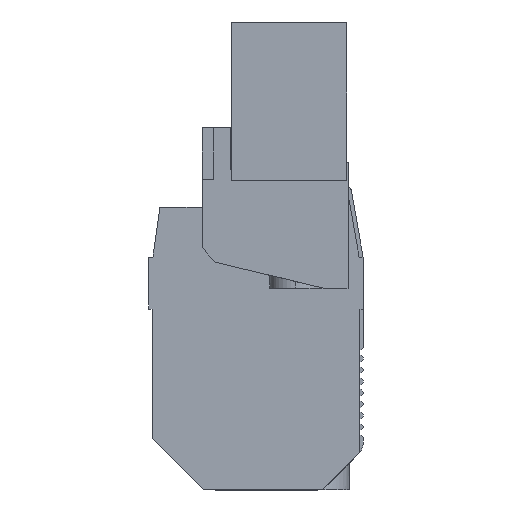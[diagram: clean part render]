
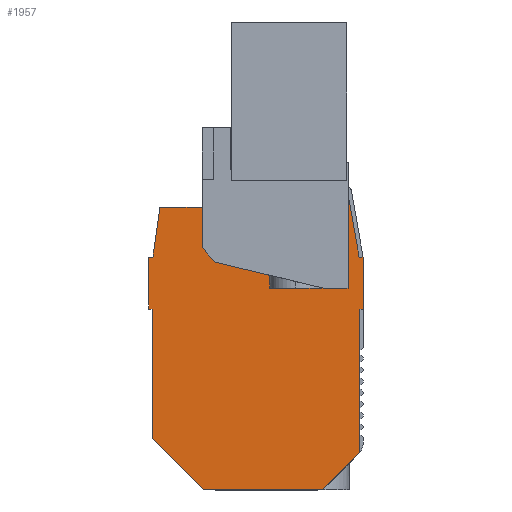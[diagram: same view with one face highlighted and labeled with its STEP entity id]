
A CAD part, left-side view. The second image highlights one B-rep face of the part: STEP entity #1957.
In plain terms, the highlighted planar face has unit normal (-1, 0, 0).
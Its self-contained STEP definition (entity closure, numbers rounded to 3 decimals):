
#1848=AXIS2_PLACEMENT_3D('Plane Axis2P3D',#1845,#1846,#1847) ;
#996=CARTESIAN_POINT('Vertex',(7.175,12.7,27.207)) ;
#999=CARTESIAN_POINT('Line Origine',(7.175,12.7,28.207)) ;
#1003=CARTESIAN_POINT('Vertex',(7.175,12.7,29.207)) ;
#1301=CARTESIAN_POINT('Line Origine',(7.175,7.14,29.207)) ;
#1305=CARTESIAN_POINT('Vertex',(7.175,1.58,29.207)) ;
#1818=CARTESIAN_POINT('Vertex',(7.175,19.535,27.207)) ;
#1821=CARTESIAN_POINT('Line Origine',(7.175,16.117,27.207)) ;
#1845=CARTESIAN_POINT('Axis2P3D Location',(7.175,15.35,0.7)) ;
#1850=CARTESIAN_POINT('Line Origine',(7.175,19.872,24.803)) ;
#1854=CARTESIAN_POINT('Vertex',(7.175,20.21,22.4)) ;
#1857=CARTESIAN_POINT('Line Origine',(7.175,20.405,22.4)) ;
#1861=CARTESIAN_POINT('Vertex',(7.175,20.6,22.4)) ;
#1864=CARTESIAN_POINT('Line Origine',(7.175,20.6,19.9)) ;
#1868=CARTESIAN_POINT('Vertex',(7.175,20.6,17.4)) ;
#1871=CARTESIAN_POINT('Line Origine',(7.175,20.45,17.4)) ;
#1875=CARTESIAN_POINT('Vertex',(7.175,20.3,17.4)) ;
#1878=CARTESIAN_POINT('Line Origine',(7.175,20.3,11.168)) ;
#1882=CARTESIAN_POINT('Vertex',(7.175,20.3,4.936)) ;
#1885=CARTESIAN_POINT('Line Origine',(7.175,17.832,2.468)) ;
#1889=CARTESIAN_POINT('Vertex',(7.175,15.364,0.)) ;
#1892=CARTESIAN_POINT('Line Origine',(7.175,9.625,0.)) ;
#1896=CARTESIAN_POINT('Vertex',(7.175,3.886,0.)) ;
#1899=CARTESIAN_POINT('Line Origine',(7.175,2.093,1.793)) ;
#1903=CARTESIAN_POINT('Vertex',(7.175,0.3,3.586)) ;
#1906=CARTESIAN_POINT('Line Origine',(7.175,0.3,10.493)) ;
#1910=CARTESIAN_POINT('Vertex',(7.175,0.3,17.4)) ;
#1913=CARTESIAN_POINT('Line Origine',(7.175,0.15,17.4)) ;
#1917=CARTESIAN_POINT('Vertex',(7.175,0.,17.4)) ;
#1920=CARTESIAN_POINT('Line Origine',(7.175,0.,19.9)) ;
#1924=CARTESIAN_POINT('Vertex',(7.175,0.,22.4)) ;
#1927=CARTESIAN_POINT('Line Origine',(7.175,0.19,22.4)) ;
#1931=CARTESIAN_POINT('Vertex',(7.175,0.38,22.4)) ;
#1934=CARTESIAN_POINT('Line Origine',(7.175,0.98,25.803)) ;
#1000=DIRECTION('Vector Direction',(0.,0.,-1.)) ;
#1302=DIRECTION('Vector Direction',(0.,1.,0.)) ;
#1822=DIRECTION('Vector Direction',(0.,-1.,0.)) ;
#1846=DIRECTION('Axis2P3D Direction',(-1.,0.,0.)) ;
#1847=DIRECTION('Axis2P3D XDirection',(0.,-1.,0.)) ;
#1851=DIRECTION('Vector Direction',(0.,-0.139,0.99)) ;
#1858=DIRECTION('Vector Direction',(0.,-1.,0.)) ;
#1865=DIRECTION('Vector Direction',(0.,0.,1.)) ;
#1872=DIRECTION('Vector Direction',(0.,1.,0.)) ;
#1879=DIRECTION('Vector Direction',(0.,0.,1.)) ;
#1886=DIRECTION('Vector Direction',(0.,0.707,0.707)) ;
#1893=DIRECTION('Vector Direction',(0.,1.,0.)) ;
#1900=DIRECTION('Vector Direction',(0.,0.707,-0.707)) ;
#1907=DIRECTION('Vector Direction',(0.,0.,1.)) ;
#1914=DIRECTION('Vector Direction',(0.,1.,0.)) ;
#1921=DIRECTION('Vector Direction',(0.,0.,-1.)) ;
#1928=DIRECTION('Vector Direction',(0.,-1.,0.)) ;
#1935=DIRECTION('Vector Direction',(0.,0.174,0.985)) ;
#1001=VECTOR('Line Direction',#1000,1.) ;
#1303=VECTOR('Line Direction',#1302,1.) ;
#1823=VECTOR('Line Direction',#1822,1.) ;
#1852=VECTOR('Line Direction',#1851,1.) ;
#1859=VECTOR('Line Direction',#1858,1.) ;
#1866=VECTOR('Line Direction',#1865,1.) ;
#1873=VECTOR('Line Direction',#1872,1.) ;
#1880=VECTOR('Line Direction',#1879,1.) ;
#1887=VECTOR('Line Direction',#1886,1.) ;
#1894=VECTOR('Line Direction',#1893,1.) ;
#1901=VECTOR('Line Direction',#1900,1.) ;
#1908=VECTOR('Line Direction',#1907,1.) ;
#1915=VECTOR('Line Direction',#1914,1.) ;
#1922=VECTOR('Line Direction',#1921,1.) ;
#1929=VECTOR('Line Direction',#1928,1.) ;
#1936=VECTOR('Line Direction',#1935,1.) ;
#1940=ORIENTED_EDGE('',*,*,#1005,.T.) ;
#1941=ORIENTED_EDGE('',*,*,#1825,.F.) ;
#1942=ORIENTED_EDGE('',*,*,#1856,.F.) ;
#1943=ORIENTED_EDGE('',*,*,#1863,.F.) ;
#1944=ORIENTED_EDGE('',*,*,#1870,.F.) ;
#1945=ORIENTED_EDGE('',*,*,#1877,.F.) ;
#1946=ORIENTED_EDGE('',*,*,#1884,.F.) ;
#1947=ORIENTED_EDGE('',*,*,#1891,.F.) ;
#1948=ORIENTED_EDGE('',*,*,#1898,.F.) ;
#1949=ORIENTED_EDGE('',*,*,#1905,.F.) ;
#1950=ORIENTED_EDGE('',*,*,#1912,.T.) ;
#1951=ORIENTED_EDGE('',*,*,#1919,.F.) ;
#1952=ORIENTED_EDGE('',*,*,#1926,.F.) ;
#1953=ORIENTED_EDGE('',*,*,#1933,.F.) ;
#1954=ORIENTED_EDGE('',*,*,#1938,.T.) ;
#1955=ORIENTED_EDGE('',*,*,#1307,.T.) ;
#1957=ADVANCED_FACE('HOUSING',(#1956),#1849,.T.) ;
#1005=EDGE_CURVE('',#1004,#997,#1002,.T.) ;
#1307=EDGE_CURVE('',#1306,#1004,#1304,.T.) ;
#1825=EDGE_CURVE('',#1819,#997,#1824,.T.) ;
#1856=EDGE_CURVE('',#1855,#1819,#1853,.T.) ;
#1863=EDGE_CURVE('',#1862,#1855,#1860,.T.) ;
#1870=EDGE_CURVE('',#1869,#1862,#1867,.T.) ;
#1877=EDGE_CURVE('',#1876,#1869,#1874,.T.) ;
#1884=EDGE_CURVE('',#1883,#1876,#1881,.T.) ;
#1891=EDGE_CURVE('',#1890,#1883,#1888,.T.) ;
#1898=EDGE_CURVE('',#1897,#1890,#1895,.T.) ;
#1905=EDGE_CURVE('',#1904,#1897,#1902,.T.) ;
#1912=EDGE_CURVE('',#1904,#1911,#1909,.T.) ;
#1919=EDGE_CURVE('',#1918,#1911,#1916,.T.) ;
#1926=EDGE_CURVE('',#1925,#1918,#1923,.T.) ;
#1933=EDGE_CURVE('',#1932,#1925,#1930,.T.) ;
#1938=EDGE_CURVE('',#1932,#1306,#1937,.T.) ;
#1939=EDGE_LOOP('',(#1940,#1941,#1942,#1943,#1944,#1945,#1946,#1947,#1948,#1949,#1950,#1951,#1952,#1953,#1954,#1955)) ;
#1956=FACE_OUTER_BOUND('',#1939,.T.) ;
#1002=LINE('Line',#999,#1001) ;
#1304=LINE('Line',#1301,#1303) ;
#1824=LINE('Line',#1821,#1823) ;
#1853=LINE('Line',#1850,#1852) ;
#1860=LINE('Line',#1857,#1859) ;
#1867=LINE('Line',#1864,#1866) ;
#1874=LINE('Line',#1871,#1873) ;
#1881=LINE('Line',#1878,#1880) ;
#1888=LINE('Line',#1885,#1887) ;
#1895=LINE('Line',#1892,#1894) ;
#1902=LINE('Line',#1899,#1901) ;
#1909=LINE('Line',#1906,#1908) ;
#1916=LINE('Line',#1913,#1915) ;
#1923=LINE('Line',#1920,#1922) ;
#1930=LINE('Line',#1927,#1929) ;
#1937=LINE('Line',#1934,#1936) ;
#1849=PLANE('',#1848) ;
#997=VERTEX_POINT('',#996) ;
#1004=VERTEX_POINT('',#1003) ;
#1306=VERTEX_POINT('',#1305) ;
#1819=VERTEX_POINT('',#1818) ;
#1855=VERTEX_POINT('',#1854) ;
#1862=VERTEX_POINT('',#1861) ;
#1869=VERTEX_POINT('',#1868) ;
#1876=VERTEX_POINT('',#1875) ;
#1883=VERTEX_POINT('',#1882) ;
#1890=VERTEX_POINT('',#1889) ;
#1897=VERTEX_POINT('',#1896) ;
#1904=VERTEX_POINT('',#1903) ;
#1911=VERTEX_POINT('',#1910) ;
#1918=VERTEX_POINT('',#1917) ;
#1925=VERTEX_POINT('',#1924) ;
#1932=VERTEX_POINT('',#1931) ;
